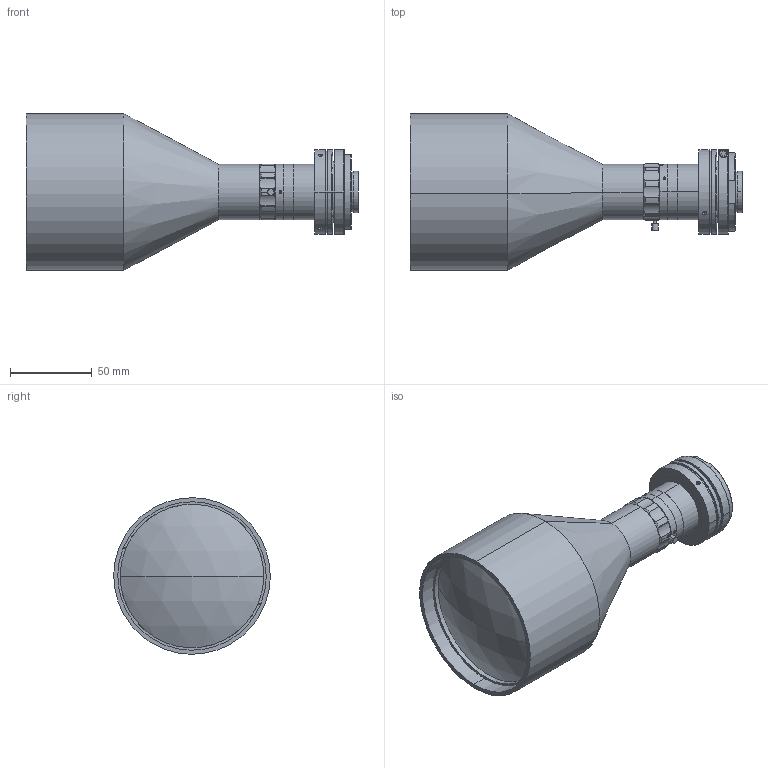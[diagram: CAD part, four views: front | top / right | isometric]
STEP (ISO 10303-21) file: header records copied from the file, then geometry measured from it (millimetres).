
FILE_DESCRIPTION (( 'STEP AP203' ), '1' );
FILE_NAME ('XF-10MDT023X200B-1.1C-VI.STEP', '2024-08-02T07:21:07', ( '' ), ( '' ), 'SwSTEP 2.0', 'SolidWorks 2022', '' );
FILE_SCHEMA (( 'CONFIG_CONTROL_DESIGN' ));
Length unit declared in the file: millimetre
Products named in the file (1): XF-10MDT023X200B-1.1C-VI
Bounding box: 203.49 x 95.97 x 95.97 mm (x, y, z)
Surface area: 64047.4 mm2 (no closed solid volume)
Topology: 0 solids, 28 shells, 208 faces, 648 edges, 463 vertices
Faces by surface type: cylinder 100, plane 66, cone 26, torus 10, sphere 4, bspline 2
Entity records: 9132 total; most frequent: CARTESIAN_POINT 3471, DIRECTION 1166, ORIENTED_EDGE 1024, EDGE_CURVE 648, VERTEX_POINT 463, AXIS2_PLACEMENT_3D 460, CIRCLE 253, VECTOR 246
